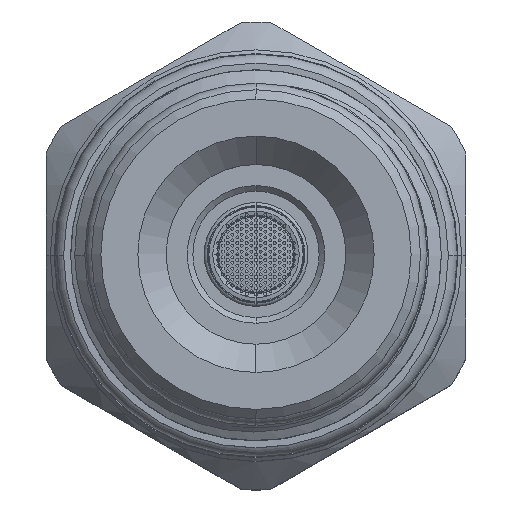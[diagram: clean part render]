
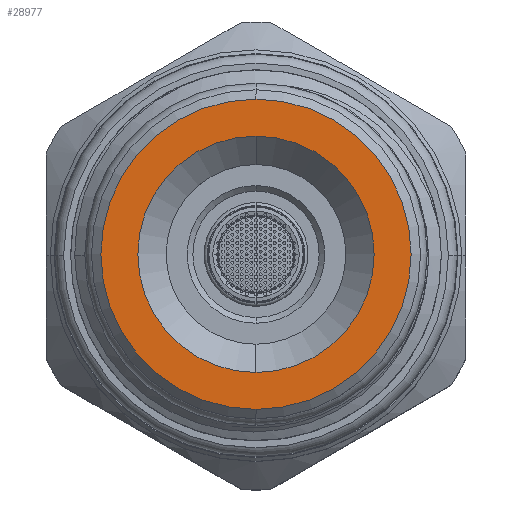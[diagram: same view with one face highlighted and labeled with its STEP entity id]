
A CAD part, top view. The second image highlights one B-rep face of the part: STEP entity #28977.
In plain terms, the highlighted planar face has unit normal (0, 0, 1).
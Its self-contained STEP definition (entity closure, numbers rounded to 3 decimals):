
#330 = EDGE_CURVE ( 'NONE', #55321, #1244, #30606, .T. ) ;
#1207 = CARTESIAN_POINT ( 'NONE',  ( 0., 0., 45.202 ) ) ;
#1244 = VERTEX_POINT ( 'NONE', #49570 ) ;
#3150 = AXIS2_PLACEMENT_3D ( 'NONE', #29451, #26584, #53200 ) ;
#3560 = AXIS2_PLACEMENT_3D ( 'NONE', #26634, #40520, #34747 ) ;
#4820 = ORIENTED_EDGE ( 'NONE', *, *, #330, .F. ) ;
#5723 = DIRECTION ( 'NONE',  ( 0., 0., 1. ) ) ;
#5921 = FACE_OUTER_BOUND ( 'NONE', #30594, .T. ) ;
#6470 = CIRCLE ( 'NONE', #3150, 6.265 ) ;
#6903 = EDGE_CURVE ( 'NONE', #1244, #55321, #6470, .T. ) ;
#9233 = DIRECTION ( 'NONE',  ( 0., 0., 1. ) ) ;
#9867 = AXIS2_PLACEMENT_3D ( 'NONE', #18022, #9233, #27173 ) ;
#10286 = ORIENTED_EDGE ( 'NONE', *, *, #6903, .F. ) ;
#11969 = EDGE_CURVE ( 'NONE', #41183, #43561, #29056, .T. ) ;
#14164 = CARTESIAN_POINT ( 'NONE',  ( 0., 0., 45.202 ) ) ;
#15045 = EDGE_LOOP ( 'NONE', ( #4820, #10286 ) ) ;
#18022 = CARTESIAN_POINT ( 'NONE',  ( 0., 0., 45.202 ) ) ;
#18639 = AXIS2_PLACEMENT_3D ( 'NONE', #14164, #5723, #31759 ) ;
#22587 = PLANE ( 'NONE',  #30554 ) ;
#25618 = CARTESIAN_POINT ( 'NONE',  ( 0., -8.225, 45.202 ) ) ;
#26584 = DIRECTION ( 'NONE',  ( 0., 0., 1. ) ) ;
#26634 = CARTESIAN_POINT ( 'NONE',  ( 0., 0., 45.202 ) ) ;
#27173 = DIRECTION ( 'NONE',  ( 0., 1., 0. ) ) ;
#27421 = DIRECTION ( 'NONE',  ( 0., 0., -1. ) ) ;
#28161 = CARTESIAN_POINT ( 'NONE',  ( 0., 8.225, 45.202 ) ) ;
#28977 = ADVANCED_FACE ( 'NONE', ( #5921, #48860 ), #22587, .F. ) ;
#29056 = CIRCLE ( 'NONE', #18639, 8.225 ) ;
#29451 = CARTESIAN_POINT ( 'NONE',  ( 0., 0., 45.202 ) ) ;
#29979 = CARTESIAN_POINT ( 'NONE',  ( 0., 6.265, 45.202 ) ) ;
#30554 = AXIS2_PLACEMENT_3D ( 'NONE', #1207, #27421, #53297 ) ;
#30594 = EDGE_LOOP ( 'NONE', ( #50627, #40648 ) ) ;
#30606 = CIRCLE ( 'NONE', #9867, 6.265 ) ;
#31759 = DIRECTION ( 'NONE',  ( 0., -1., 0. ) ) ;
#34747 = DIRECTION ( 'NONE',  ( 0., -1., 0. ) ) ;
#39637 = CIRCLE ( 'NONE', #3560, 8.225 ) ;
#40520 = DIRECTION ( 'NONE',  ( 0., 0., 1. ) ) ;
#40648 = ORIENTED_EDGE ( 'NONE', *, *, #50178, .T. ) ;
#41183 = VERTEX_POINT ( 'NONE', #25618 ) ;
#43561 = VERTEX_POINT ( 'NONE', #28161 ) ;
#48860 = FACE_BOUND ( 'NONE', #15045, .T. ) ;
#49570 = CARTESIAN_POINT ( 'NONE',  ( 0., -6.265, 45.202 ) ) ;
#50178 = EDGE_CURVE ( 'NONE', #43561, #41183, #39637, .T. ) ;
#50627 = ORIENTED_EDGE ( 'NONE', *, *, #11969, .T. ) ;
#53200 = DIRECTION ( 'NONE',  ( 0., 1., 0. ) ) ;
#53297 = DIRECTION ( 'NONE',  ( 0., -1., 0. ) ) ;
#55321 = VERTEX_POINT ( 'NONE', #29979 ) ;
